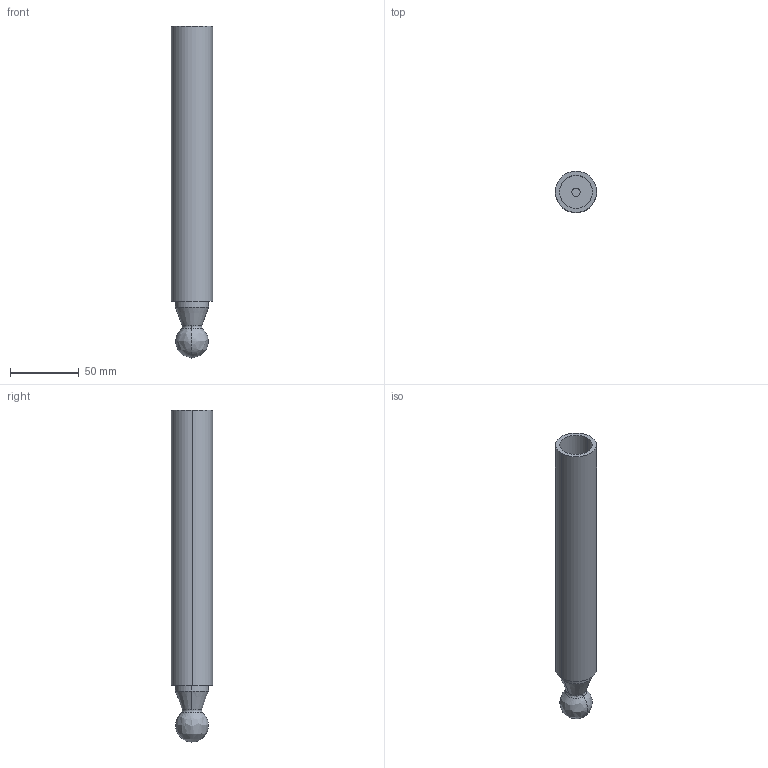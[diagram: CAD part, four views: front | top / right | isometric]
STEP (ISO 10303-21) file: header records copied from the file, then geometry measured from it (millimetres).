
FILE_DESCRIPTION (( 'STEP AP203' ), '1' );
FILE_NAME ('LOWlinkSLDPRT.STEP', '2022-05-07T12:56:09', ( '' ), ( '' ), 'SwSTEP 2.0', 'SolidWorks 2020', '' );
FILE_SCHEMA (( 'CONFIG_CONTROL_DESIGN' ));
Length unit declared in the file: millimetre
Products named in the file (1): LOWlinkSLDPRT
Bounding box: 30 x 30 x 241.32 mm (x, y, z)
Volume: 68694.3 mm3; surface area: 37050.4 mm2
Topology: 1 solids, 1 shells, 18 faces, 41 edges, 24 vertices
Faces by surface type: cylinder 8, bspline 4, plane 4, cone 2
Entity records: 613 total; most frequent: CARTESIAN_POINT 140, DIRECTION 94, ORIENTED_EDGE 74, AXIS2_PLACEMENT_3D 42, EDGE_CURVE 37, CIRCLE 27, VERTEX_POINT 24, EDGE_LOOP 21
